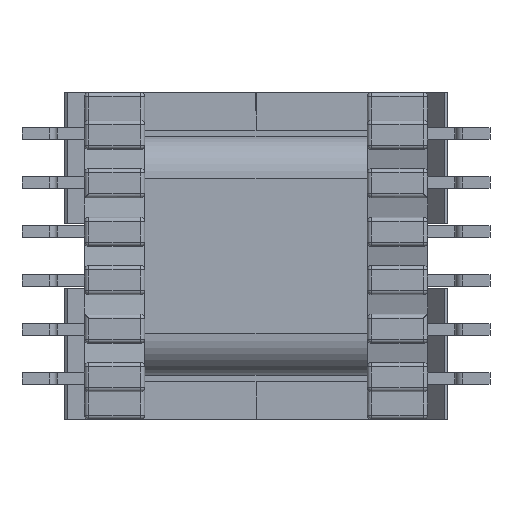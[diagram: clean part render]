
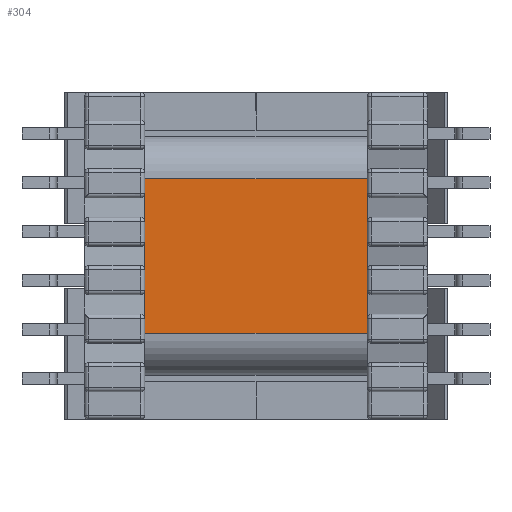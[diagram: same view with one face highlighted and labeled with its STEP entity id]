
A CAD part, front view. The second image highlights one B-rep face of the part: STEP entity #304.
In plain terms, the highlighted face is planar.
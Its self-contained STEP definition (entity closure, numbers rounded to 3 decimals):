
#304 = ADVANCED_FACE ( 'NONE', ( #9955 ), #13229, .T. ) ;
#1025 = DIRECTION ( 'NONE',  ( 1., 0., 0. ) ) ;
#1492 = EDGE_LOOP ( 'NONE', ( #12893, #4438, #14968, #17590 ) ) ;
#1533 = VECTOR ( 'NONE', #4761, 1000. ) ;
#2576 = LINE ( 'NONE', #7249, #12144 ) ;
#3296 = CARTESIAN_POINT ( 'NONE',  ( 7.2, -0.51, 0. ) ) ;
#3941 = DIRECTION ( 'NONE',  ( 0., 0., 1. ) ) ;
#4438 = ORIENTED_EDGE ( 'NONE', *, *, #17826, .F. ) ;
#4659 = VECTOR ( 'NONE', #3941, 1000. ) ;
#4712 = CARTESIAN_POINT ( 'NONE',  ( 7.2, -9.98, 0. ) ) ;
#4761 = DIRECTION ( 'NONE',  ( 0., 0., 1. ) ) ;
#5182 = CARTESIAN_POINT ( 'NONE',  ( 7.2, -0.51, -13.64 ) ) ;
#5191 = LINE ( 'NONE', #17244, #1533 ) ;
#6066 = VERTEX_POINT ( 'NONE', #4712 ) ;
#7249 = CARTESIAN_POINT ( 'NONE',  ( 7.2, -0.51, 0. ) ) ;
#7403 = EDGE_CURVE ( 'NONE', #6066, #11393, #2576, .T. ) ;
#7814 = CARTESIAN_POINT ( 'NONE',  ( 7.2, -9.98, -13.64 ) ) ;
#7878 = CARTESIAN_POINT ( 'NONE',  ( 7.2, -0.51, -13.64 ) ) ;
#8312 = LINE ( 'NONE', #11161, #4659 ) ;
#8636 = VERTEX_POINT ( 'NONE', #17764 ) ;
#9115 = VERTEX_POINT ( 'NONE', #7814 ) ;
#9955 = FACE_OUTER_BOUND ( 'NONE', #1492, .T. ) ;
#10586 = DIRECTION ( 'NONE',  ( 0., 1., 0. ) ) ;
#11000 = AXIS2_PLACEMENT_3D ( 'NONE', #7878, #1025, #14653 ) ;
#11161 = CARTESIAN_POINT ( 'NONE',  ( 7.2, -0.51, -13.64 ) ) ;
#11342 = VECTOR ( 'NONE', #10586, 1000. ) ;
#11393 = VERTEX_POINT ( 'NONE', #3296 ) ;
#12144 = VECTOR ( 'NONE', #17152, 1000. ) ;
#12327 = EDGE_CURVE ( 'NONE', #8636, #11393, #8312, .T. ) ;
#12893 = ORIENTED_EDGE ( 'NONE', *, *, #7403, .F. ) ;
#13229 = PLANE ( 'NONE',  #11000 ) ;
#14653 = DIRECTION ( 'NONE',  ( 0., 0., -1. ) ) ;
#14968 = ORIENTED_EDGE ( 'NONE', *, *, #16432, .T. ) ;
#16162 = LINE ( 'NONE', #5182, #11342 ) ;
#16432 = EDGE_CURVE ( 'NONE', #9115, #8636, #16162, .T. ) ;
#17152 = DIRECTION ( 'NONE',  ( 0., 1., 0. ) ) ;
#17244 = CARTESIAN_POINT ( 'NONE',  ( 7.2, -9.98, -13.64 ) ) ;
#17590 = ORIENTED_EDGE ( 'NONE', *, *, #12327, .T. ) ;
#17764 = CARTESIAN_POINT ( 'NONE',  ( 7.2, -0.51, -13.64 ) ) ;
#17826 = EDGE_CURVE ( 'NONE', #9115, #6066, #5191, .T. ) ;
